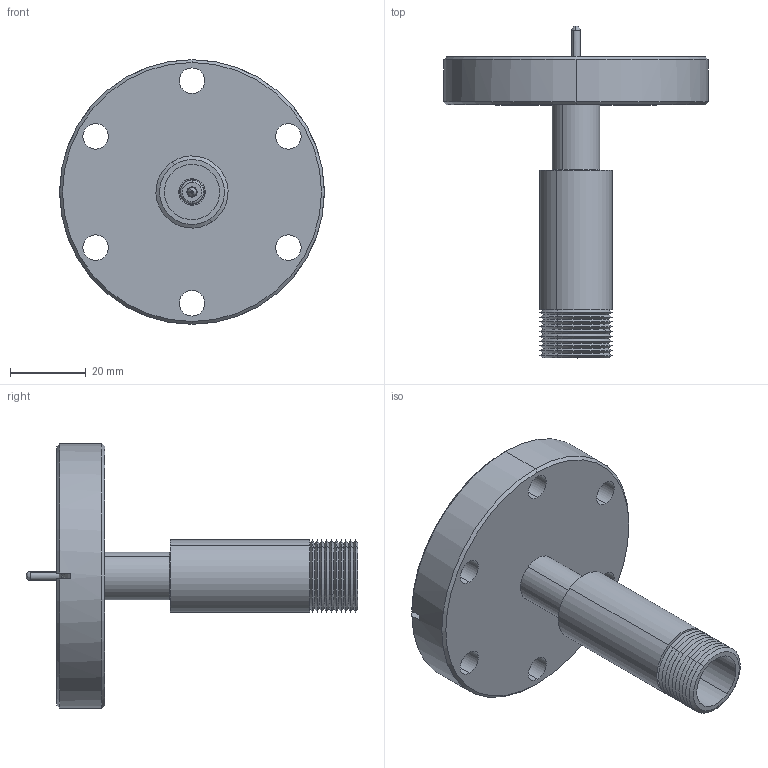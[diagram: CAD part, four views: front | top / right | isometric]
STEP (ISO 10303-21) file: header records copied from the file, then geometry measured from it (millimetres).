
FILE_DESCRIPTION (( 'STEP AP203' ), '1' );
FILE_NAME ('A1051-2-CF.STEP', '2011-10-18T12:56:01', ( '' ), ( '' ), 'SwSTEP 2.0', 'SolidWorks 2011', '' );
FILE_SCHEMA (( 'CONFIG_CONTROL_DESIGN' ));
Length unit declared in the file: inch
Products named in the file (1): A1051-2-CF
Bounding box: 69.85 x 87.6 x 69.85 mm (x, y, z)
Volume: 50769.3 mm3; surface area: 22563.8 mm2
Topology: 1 solids, 1 shells, 166 faces, 380 edges, 232 vertices
Faces by surface type: cone 65, cylinder 63, plane 28, bspline 10
Entity records: 4931 total; most frequent: CARTESIAN_POINT 983, DIRECTION 896, ORIENTED_EDGE 760, EDGE_CURVE 380, AXIS2_PLACEMENT_3D 377, VERTEX_POINT 232, CIRCLE 220, EDGE_LOOP 194
